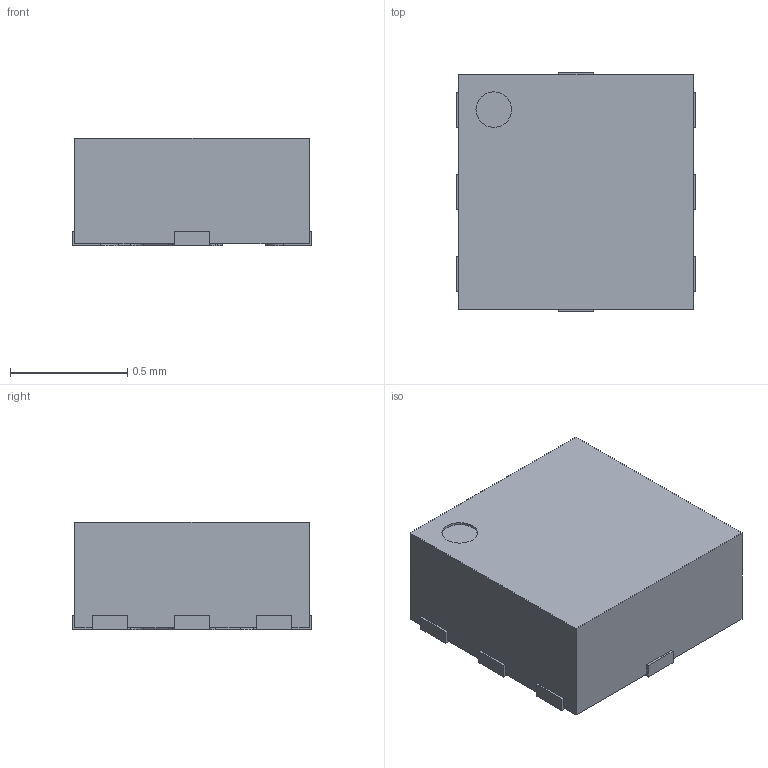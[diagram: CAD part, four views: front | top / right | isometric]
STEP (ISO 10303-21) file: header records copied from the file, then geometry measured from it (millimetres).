
FILE_DESCRIPTION (( 'STEP AP214' ), '1' );
FILE_NAME ('SKY13351-378LF.STEP', '2022-03-30T14:26:10', ( 'boksop' ), ( '' ), 'SwSTEP 2.0', 'SolidWorks 2020', '' );
FILE_SCHEMA (( 'AUTOMOTIVE_DESIGN' ));
Length unit declared in the file: millimetre
Products named in the file (1): SKY13351-378LF
Bounding box: 1.02 x 1.02 x 0.46 mm (x, y, z)
Volume: 0.5 mm3; surface area: 3.9 mm2
Topology: 1 solids, 1 shells, 83 faces, 240 edges, 160 vertices
Faces by surface type: plane 68, cylinder 15
Entity records: 3651 total; most frequent: CARTESIAN_POINT 484, ORIENTED_EDGE 480, DIRECTION 438, EDGE_CURVE 240, LINE 210, VECTOR 210, VERTEX_POINT 160, AXIS2_PLACEMENT_3D 114
